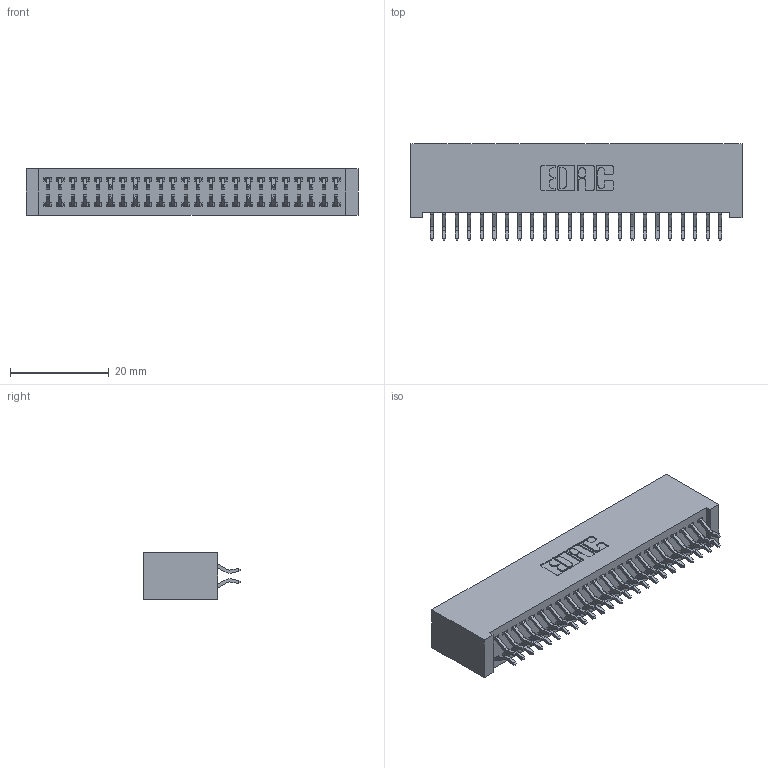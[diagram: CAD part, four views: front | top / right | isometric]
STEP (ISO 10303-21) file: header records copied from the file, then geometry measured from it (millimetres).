
FILE_DESCRIPTION (( 'STEP AP203' ), '1' );
FILE_NAME ('392-048-556-201.STEP', '2018-08-16T23:09:21', ( '' ), ( '' ), 'SwSTEP 2.0', 'SolidWorks 2016', '' );
FILE_SCHEMA (( 'CONFIG_CONTROL_DESIGN' ));
Length unit declared in the file: inch
Products named in the file (3): 342 Part_Lugless; 345-292-001_556 Tail; 392-048-556-201
Assembly tree (49 placements, depth 2):
  392-048-556-201
    342 Part_Lugless
    345-292-001_556 Tail  x48
Bounding box: 67.21 x 19.58 x 9.4 mm (x, y, z)
Volume: 6391.8 mm3; surface area: 10360.3 mm2
Topology: 49 solids, 49 shells, 2886 faces, 8579 edges, 5654 vertices
Faces by surface type: plane 1982, cylinder 904
Entity records: 17579 total; most frequent: CARTESIAN_POINT 2946, ORIENTED_EDGE 2870, DIRECTION 2531, EDGE_CURVE 1435, VECTOR 1307, LINE 1307, VERTEX_POINT 954, AXIS2_PLACEMENT_3D 612
